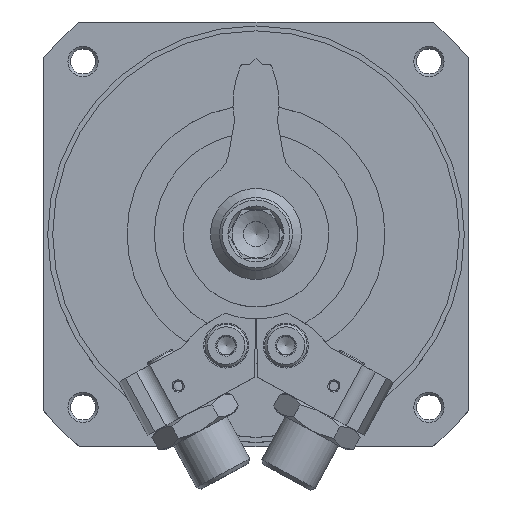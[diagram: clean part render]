
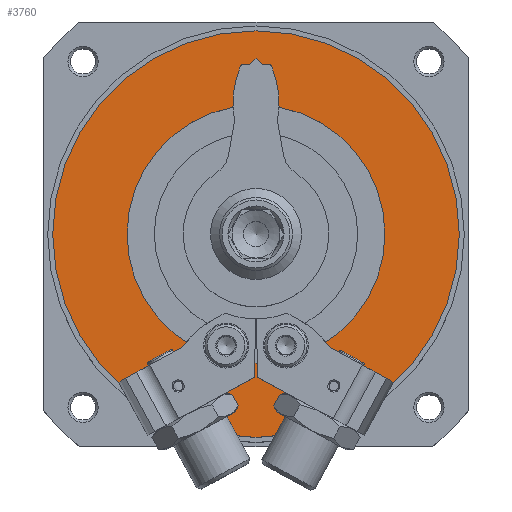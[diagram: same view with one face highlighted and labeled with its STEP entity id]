
A CAD part, top view. The second image highlights one B-rep face of the part: STEP entity #3760.
In plain terms, the highlighted face is planar.
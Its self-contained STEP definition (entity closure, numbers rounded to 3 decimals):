
#179=PLANE('',#4173);
#806=ORIENTED_EDGE('',*,*,#1733,.F.);
#807=ORIENTED_EDGE('',*,*,#1734,.T.);
#1733=EDGE_CURVE('',#2206,#2206,#2568,.T.);
#1734=EDGE_CURVE('',#2207,#2207,#2569,.T.);
#2206=VERTEX_POINT('',#6054);
#2207=VERTEX_POINT('',#6056);
#2568=CIRCLE('',#4174,33.5);
#2569=CIRCLE('',#4175,21.25);
#2828=EDGE_LOOP('',(#806));
#2829=EDGE_LOOP('',(#807));
#3257=FACE_BOUND('',#2828,.T.);
#3258=FACE_BOUND('',#2829,.T.);
#3760=ADVANCED_FACE('',(#3257,#3258),#179,.F.);
#4173=AXIS2_PLACEMENT_3D('',#6052,#4781,#4782);
#4174=AXIS2_PLACEMENT_3D('',#6053,#4783,#4784);
#4175=AXIS2_PLACEMENT_3D('',#6055,#4785,#4786);
#4781=DIRECTION('',(1.,0.,0.));
#4782=DIRECTION('',(0.,0.,-1.));
#4783=DIRECTION('',(1.,0.,0.));
#4784=DIRECTION('',(0.,0.,-1.));
#4785=DIRECTION('',(1.,0.,0.));
#4786=DIRECTION('',(0.,0.,-1.));
#6052=CARTESIAN_POINT('',(-39.1,0.,0.));
#6053=CARTESIAN_POINT('',(-39.1,0.,0.));
#6054=CARTESIAN_POINT('',(-39.1,0.,-33.5));
#6055=CARTESIAN_POINT('',(-39.1,0.,0.));
#6056=CARTESIAN_POINT('',(-39.1,0.,-21.25));
